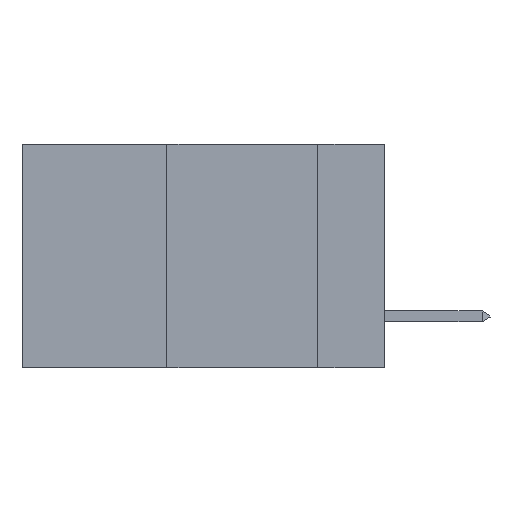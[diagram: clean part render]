
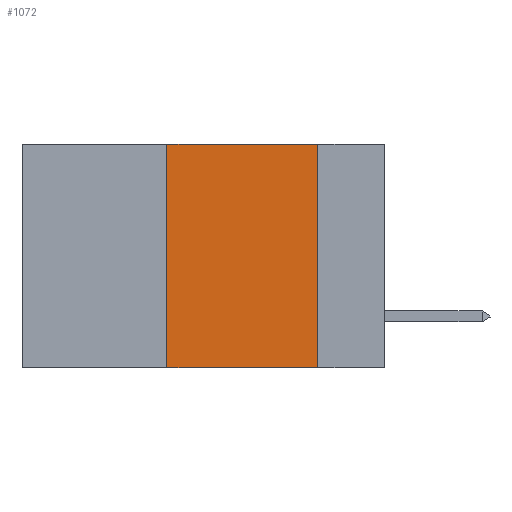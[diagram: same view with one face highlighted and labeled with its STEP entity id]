
A CAD part, left-side view. The second image highlights one B-rep face of the part: STEP entity #1072.
In plain terms, the highlighted planar face has unit normal (-1, 0, 0).
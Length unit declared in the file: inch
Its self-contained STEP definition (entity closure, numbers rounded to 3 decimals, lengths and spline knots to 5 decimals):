
#1072 = ADVANCED_FACE ( 'NONE', ( #6318 ), #6582, .F. ) ;
#2461 = CARTESIAN_POINT ( 'NONE',  ( 0., 0.11, 0. ) ) ;
#3002 = LINE ( 'NONE', #8081, #14576 ) ;
#3130 = DIRECTION ( 'NONE',  ( 0., 0., -1. ) ) ;
#3233 = ORIENTED_EDGE ( 'NONE', *, *, #13270, .F. ) ;
#4082 = VERTEX_POINT ( 'NONE', #11597 ) ;
#4427 = LINE ( 'NONE', #4700, #4604 ) ;
#4604 = VECTOR ( 'NONE', #9122, 39.37008 ) ;
#4700 = CARTESIAN_POINT ( 'NONE',  ( 0., 0.6, 0. ) ) ;
#5168 = EDGE_LOOP ( 'NONE', ( #10533, #9232, #3233, #9590 ) ) ;
#5632 = EDGE_CURVE ( 'NONE', #12360, #4082, #9571, .T. ) ;
#6026 = CARTESIAN_POINT ( 'NONE',  ( 0., 0.36, 0. ) ) ;
#6041 = VERTEX_POINT ( 'NONE', #9333 ) ;
#6318 = FACE_OUTER_BOUND ( 'NONE', #5168, .T. ) ;
#6582 = PLANE ( 'NONE',  #14272 ) ;
#7121 = VECTOR ( 'NONE', #3130, 39.37008 ) ;
#8081 = CARTESIAN_POINT ( 'NONE',  ( 0., 0.36, 0. ) ) ;
#8483 = CARTESIAN_POINT ( 'NONE',  ( 0., 0.6, -0.37 ) ) ;
#8630 = EDGE_CURVE ( 'NONE', #6041, #4082, #8800, .T. ) ;
#8800 = LINE ( 'NONE', #8483, #12490 ) ;
#8829 = CARTESIAN_POINT ( 'NONE',  ( 0., 0.11, 0. ) ) ;
#8885 = DIRECTION ( 'NONE',  ( 1., 0., 0. ) ) ;
#9122 = DIRECTION ( 'NONE',  ( 0., -1., 0. ) ) ;
#9232 = ORIENTED_EDGE ( 'NONE', *, *, #13058, .F. ) ;
#9333 = CARTESIAN_POINT ( 'NONE',  ( 0., 0.36, -0.37 ) ) ;
#9571 = LINE ( 'NONE', #8829, #7121 ) ;
#9590 = ORIENTED_EDGE ( 'NONE', *, *, #8630, .T. ) ;
#9833 = CARTESIAN_POINT ( 'NONE',  ( 0., 0.6, 0. ) ) ;
#10525 = DIRECTION ( 'NONE',  ( 0., 0., 1. ) ) ;
#10533 = ORIENTED_EDGE ( 'NONE', *, *, #5632, .F. ) ;
#10883 = DIRECTION ( 'NONE',  ( 0., -1., 0. ) ) ;
#10992 = DIRECTION ( 'NONE',  ( 0., 0., -1. ) ) ;
#11475 = VERTEX_POINT ( 'NONE', #6026 ) ;
#11597 = CARTESIAN_POINT ( 'NONE',  ( 0., 0.11, -0.37 ) ) ;
#12360 = VERTEX_POINT ( 'NONE', #2461 ) ;
#12490 = VECTOR ( 'NONE', #10883, 39.37008 ) ;
#13058 = EDGE_CURVE ( 'NONE', #11475, #12360, #4427, .T. ) ;
#13270 = EDGE_CURVE ( 'NONE', #6041, #11475, #3002, .T. ) ;
#14272 = AXIS2_PLACEMENT_3D ( 'NONE', #9833, #8885, #10992 ) ;
#14576 = VECTOR ( 'NONE', #10525, 39.37008 ) ;
